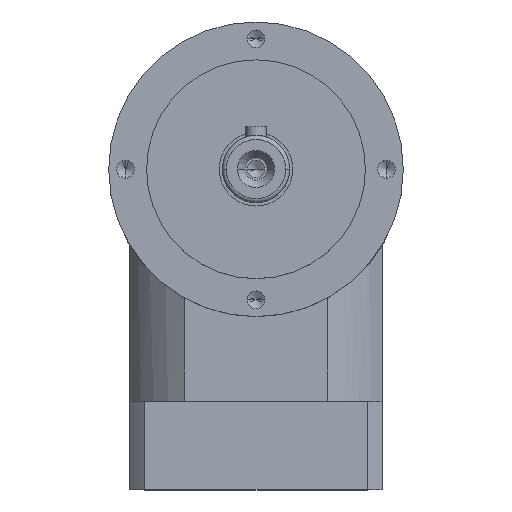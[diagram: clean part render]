
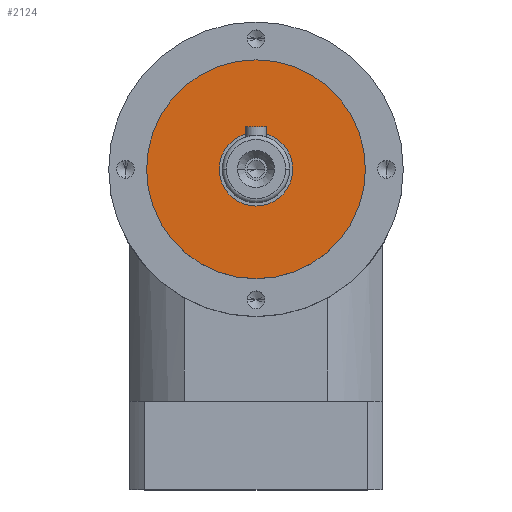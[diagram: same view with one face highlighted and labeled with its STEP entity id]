
A CAD part, top view. The second image highlights one B-rep face of the part: STEP entity #2124.
In plain terms, the highlighted planar face has unit normal (0, 0, 1).
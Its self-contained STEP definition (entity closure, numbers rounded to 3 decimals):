
#64 = DIRECTION ( 'NONE',  ( 0., 0., 1. ) ) ;
#127 = DIRECTION ( 'NONE',  ( 1., 0., 0. ) ) ;
#156 = EDGE_CURVE ( 'NONE', #6546, #5501, #2513, .T. ) ;
#718 = FACE_OUTER_BOUND ( 'NONE', #1855, .T. ) ;
#852 = AXIS2_PLACEMENT_3D ( 'NONE', #4104, #3884, #3939 ) ;
#962 = CARTESIAN_POINT ( 'NONE',  ( -8.75, 0., 45. ) ) ;
#1261 = ORIENTED_EDGE ( 'NONE', *, *, #4354, .T. ) ;
#1408 = PLANE ( 'NONE',  #852 ) ;
#1621 = AXIS2_PLACEMENT_3D ( 'NONE', #3719, #3108, #8079 ) ;
#1855 = EDGE_LOOP ( 'NONE', ( #4582, #1261 ) ) ;
#1933 = DIRECTION ( 'NONE',  ( 0., 0., 1. ) ) ;
#2124 = ADVANCED_FACE ( 'NONE', ( #3663, #718 ), #1408, .T. ) ;
#2273 = DIRECTION ( 'NONE',  ( 0., 0., 1. ) ) ;
#2342 = CIRCLE ( 'NONE', #7663, 26. ) ;
#2513 = CIRCLE ( 'NONE', #1621, 8.75 ) ;
#3108 = DIRECTION ( 'NONE',  ( 0., 0., 1. ) ) ;
#3141 = CARTESIAN_POINT ( 'NONE',  ( 8.75, 0., 45. ) ) ;
#3663 = FACE_BOUND ( 'NONE', #6187, .T. ) ;
#3719 = CARTESIAN_POINT ( 'NONE',  ( 0., 0., 45. ) ) ;
#3884 = DIRECTION ( 'NONE',  ( 0., 0., 1. ) ) ;
#3939 = DIRECTION ( 'NONE',  ( 1., 0., 0. ) ) ;
#4104 = CARTESIAN_POINT ( 'NONE',  ( 0., 0., 45. ) ) ;
#4268 = VERTEX_POINT ( 'NONE', #6865 ) ;
#4354 = EDGE_CURVE ( 'NONE', #4500, #4268, #6053, .T. ) ;
#4500 = VERTEX_POINT ( 'NONE', #4550 ) ;
#4550 = CARTESIAN_POINT ( 'NONE',  ( 26., 0., 45. ) ) ;
#4582 = ORIENTED_EDGE ( 'NONE', *, *, #6215, .T. ) ;
#5148 = AXIS2_PLACEMENT_3D ( 'NONE', #5997, #2273, #6649 ) ;
#5501 = VERTEX_POINT ( 'NONE', #3141 ) ;
#5514 = AXIS2_PLACEMENT_3D ( 'NONE', #5726, #64, #127 ) ;
#5669 = CARTESIAN_POINT ( 'NONE',  ( 0., 0., 45. ) ) ;
#5726 = CARTESIAN_POINT ( 'NONE',  ( 0., 0., 45. ) ) ;
#5997 = CARTESIAN_POINT ( 'NONE',  ( 0., 0., 45. ) ) ;
#6053 = CIRCLE ( 'NONE', #5514, 26. ) ;
#6134 = EDGE_CURVE ( 'NONE', #5501, #6546, #7709, .T. ) ;
#6187 = EDGE_LOOP ( 'NONE', ( #7961, #6667 ) ) ;
#6215 = EDGE_CURVE ( 'NONE', #4268, #4500, #2342, .T. ) ;
#6299 = DIRECTION ( 'NONE',  ( 1., 0., 0. ) ) ;
#6546 = VERTEX_POINT ( 'NONE', #962 ) ;
#6649 = DIRECTION ( 'NONE',  ( 1., 0., 0. ) ) ;
#6667 = ORIENTED_EDGE ( 'NONE', *, *, #6134, .F. ) ;
#6865 = CARTESIAN_POINT ( 'NONE',  ( -26., 0., 45. ) ) ;
#7663 = AXIS2_PLACEMENT_3D ( 'NONE', #5669, #1933, #6299 ) ;
#7709 = CIRCLE ( 'NONE', #5148, 8.75 ) ;
#7961 = ORIENTED_EDGE ( 'NONE', *, *, #156, .F. ) ;
#8079 = DIRECTION ( 'NONE',  ( 1., 0., 0. ) ) ;
